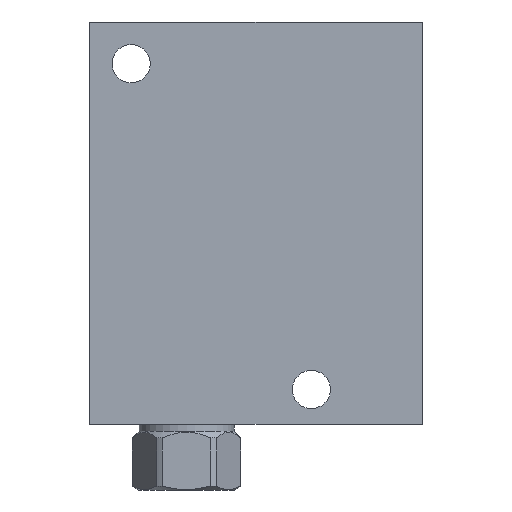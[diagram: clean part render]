
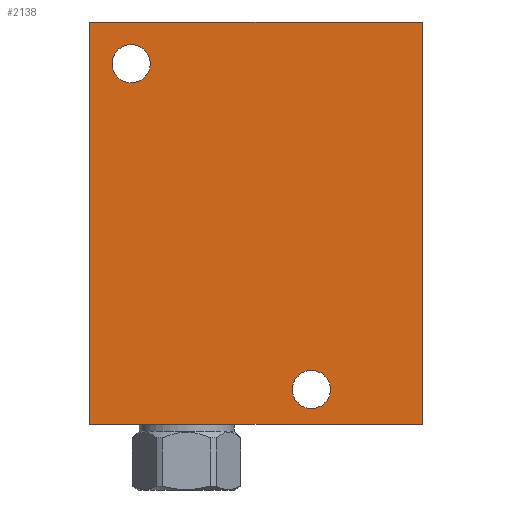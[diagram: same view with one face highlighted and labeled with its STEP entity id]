
A CAD part, front view. The second image highlights one B-rep face of the part: STEP entity #2138.
In plain terms, the highlighted planar face has unit normal (0, -1, 0).
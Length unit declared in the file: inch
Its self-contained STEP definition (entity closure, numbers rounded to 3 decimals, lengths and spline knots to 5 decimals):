
#5=DIRECTION('',(1.,0.,0.));
#6=VECTOR('',#5,3.);
#7=CARTESIAN_POINT('',(0.,-2.,0.));
#8=LINE('',#7,#6);
#75=DIRECTION('',(0.,0.,1.));
#76=VECTOR('',#75,3.625);
#77=CARTESIAN_POINT('',(3.,-2.,0.));
#78=LINE('',#77,#76);
#99=DIRECTION('',(0.,0.,1.));
#100=VECTOR('',#99,3.625);
#101=CARTESIAN_POINT('',(0.,-2.,0.));
#102=LINE('',#101,#100);
#103=CARTESIAN_POINT('',(0.375,-2.,3.25));
#104=DIRECTION('',(0.,-1.,0.));
#105=DIRECTION('',(-1.,0.,0.));
#106=AXIS2_PLACEMENT_3D('',#103,#104,#105);
#108=CARTESIAN_POINT('',(0.375,-2.,3.25));
#109=DIRECTION('',(0.,-1.,0.));
#110=DIRECTION('',(1.,0.,0.));
#111=AXIS2_PLACEMENT_3D('',#108,#109,#110);
#113=CARTESIAN_POINT('',(2.,-2.,0.312));
#114=DIRECTION('',(0.,-1.,0.));
#115=DIRECTION('',(-1.,0.,0.));
#116=AXIS2_PLACEMENT_3D('',#113,#114,#115);
#118=CARTESIAN_POINT('',(2.,-2.,0.312));
#119=DIRECTION('',(0.,-1.,0.));
#120=DIRECTION('',(1.,0.,0.));
#121=AXIS2_PLACEMENT_3D('',#118,#119,#120);
#135=DIRECTION('',(1.,0.,0.));
#136=VECTOR('',#135,3.);
#137=CARTESIAN_POINT('',(0.,-2.,3.625));
#138=LINE('',#137,#136);
#1748=CARTESIAN_POINT('',(0.,-2.,0.));
#1750=VERTEX_POINT('',#1748);
#1751=CARTESIAN_POINT('',(3.,-2.,0.));
#1752=VERTEX_POINT('',#1751);
#1756=CARTESIAN_POINT('',(0.,-2.,3.625));
#1758=VERTEX_POINT('',#1756);
#1759=CARTESIAN_POINT('',(3.,-2.,3.625));
#1760=VERTEX_POINT('',#1759);
#1909=CARTESIAN_POINT('',(0.203,-2.,3.25));
#1910=CARTESIAN_POINT('',(0.547,-2.,3.25));
#1911=VERTEX_POINT('',#1909);
#1912=VERTEX_POINT('',#1910);
#1917=CARTESIAN_POINT('',(1.828,-2.,0.312));
#1918=CARTESIAN_POINT('',(2.172,-2.,0.312));
#1919=VERTEX_POINT('',#1917);
#1920=VERTEX_POINT('',#1918);
#2114=CARTESIAN_POINT('',(0.,-2.,0.));
#2115=DIRECTION('',(0.,-1.,0.));
#2116=DIRECTION('',(1.,0.,0.));
#2117=AXIS2_PLACEMENT_3D('',#2114,#2115,#2116);
#2118=PLANE('',#2117);
#2119=ORIENTED_EDGE('',*,*,#2020,.F.);
#2120=ORIENTED_EDGE('',*,*,#2045,.T.);
#2122=ORIENTED_EDGE('',*,*,#2121,.T.);
#2123=ORIENTED_EDGE('',*,*,#2094,.F.);
#2124=EDGE_LOOP('',(#2119,#2120,#2122,#2123));
#2125=FACE_OUTER_BOUND('',#2124,.F.);
#2127=ORIENTED_EDGE('',*,*,#2126,.T.);
#2129=ORIENTED_EDGE('',*,*,#2128,.T.);
#2130=EDGE_LOOP('',(#2127,#2129));
#2131=FACE_BOUND('',#2130,.F.);
#2133=ORIENTED_EDGE('',*,*,#2132,.T.);
#2135=ORIENTED_EDGE('',*,*,#2134,.T.);
#2136=EDGE_LOOP('',(#2133,#2135));
#2137=FACE_BOUND('',#2136,.F.);
#2138=ADVANCED_FACE('',(#2125,#2131,#2137),#2118,.T.);
#107=CIRCLE('',#106,0.172);
#112=CIRCLE('',#111,0.172);
#117=CIRCLE('',#116,0.172);
#122=CIRCLE('',#121,0.172);
#2020=EDGE_CURVE('',#1750,#1752,#8,.T.);
#2045=EDGE_CURVE('',#1750,#1758,#102,.T.);
#2094=EDGE_CURVE('',#1752,#1760,#78,.T.);
#2121=EDGE_CURVE('',#1758,#1760,#138,.T.);
#2126=EDGE_CURVE('',#1911,#1912,#107,.T.);
#2128=EDGE_CURVE('',#1912,#1911,#112,.T.);
#2132=EDGE_CURVE('',#1919,#1920,#117,.T.);
#2134=EDGE_CURVE('',#1920,#1919,#122,.T.);
